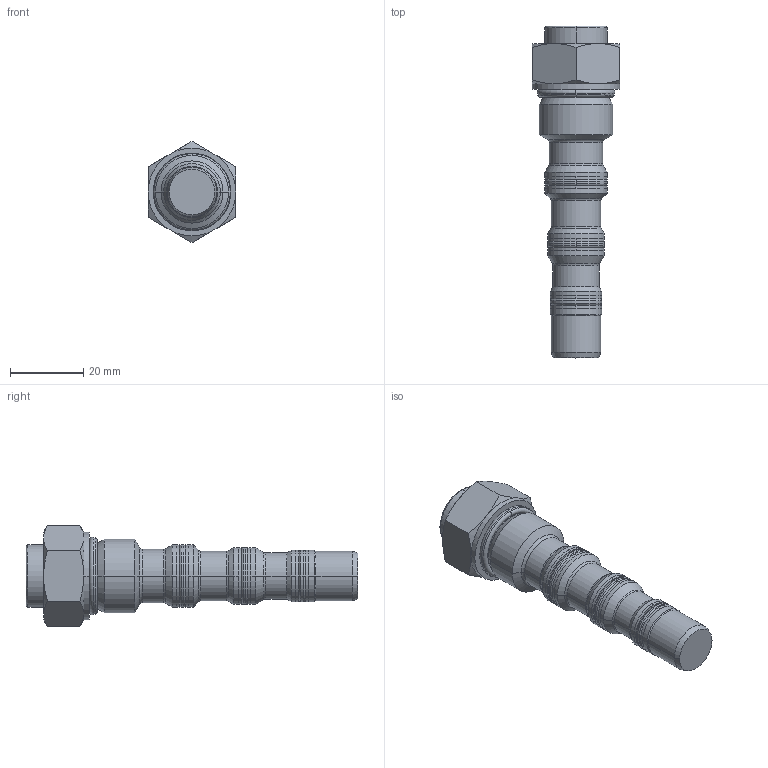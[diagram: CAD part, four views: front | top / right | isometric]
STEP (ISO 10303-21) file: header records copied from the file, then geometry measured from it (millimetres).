
FILE_DESCRIPTION (( 'STEP AP214' ), '1' );
FILE_NAME ('602.020_Kunde.STEP', '2017-03-15T09:23:36', ( 'User' ), ( '' ), 'SwSTEP 2.0', 'SolidWorks 2016', '' );
FILE_SCHEMA (( 'AUTOMOTIVE_DESIGN' ));
Length unit declared in the file: millimetre
Products named in the file (1): 602.020_Kunde
Bounding box: 24 x 90.8 x 27.71 mm (x, y, z)
Volume: 21107 mm3; surface area: 6960.7 mm2
Topology: 4 solids, 4 shells, 182 faces, 382 edges, 216 vertices
Faces by surface type: cylinder 64, torus 64, cone 32, plane 22
Entity records: 5508 total; most frequent: DIRECTION 992, CARTESIAN_POINT 925, ORIENTED_EDGE 764, AXIS2_PLACEMENT_3D 451, EDGE_CURVE 382, CIRCLE 268, VERTEX_POINT 216, EDGE_LOOP 196
